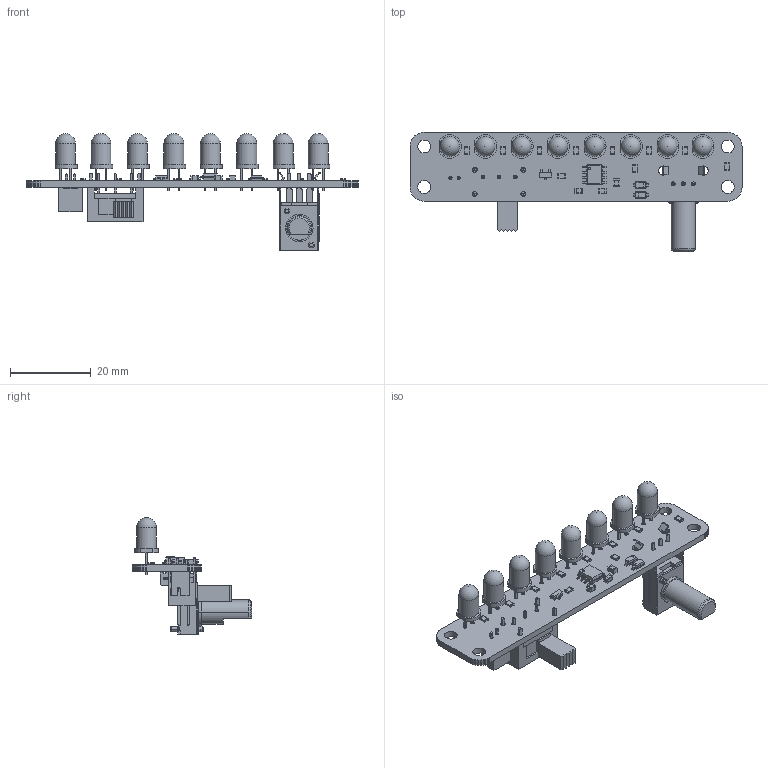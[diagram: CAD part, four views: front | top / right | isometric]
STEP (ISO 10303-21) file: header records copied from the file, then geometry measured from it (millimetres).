
FILE_DESCRIPTION(('KiCad electronic assembly'),'2;1');
FILE_NAME('viewer_rev2.step','2024-02-26T20:30:54',('Pcbnew'),('Kicad'), 'Open CASCADE STEP processor 7.7','KiCad to STEP converter','Unknown' );
FILE_SCHEMA(('AUTOMOTIVE_DESIGN { 1 0 10303 214 1 1 1 1 }'));
Length unit declared in the file: millimetre
Products named in the file (20): viewer_rev2 1; LED_D5.0mm; R_0805_2012Metric; C_0805_2012Metric; D_SOD-123; D_SOD_123; SOIC-8_3.9x4.9mm_P1.27mm; SOIC_8_39x49mm_P127mm; SOT-23; SOT_23; ptv09a-2x20f-xxxx; PTV09A-2X20F-XXXX; SW_E-Switch_EG1224_SPDT_Angled; JST_PH_B2B-PH-K_1x02_P2.00mm_Vertical; JST_B2B_PH_K; viewer_rev2 PCB
Assembly tree (38 placements, depth 3):
  viewer_rev2 1
    LED_D5.0mm  x8
      LED_D5.0mm
    R_0805_2012Metric  x10
      R_0805_2012Metric
    C_0805_2012Metric  x3
      C_0805_2012Metric
    D_SOD-123  x2
      D_SOD_123
    SOIC-8_3.9x4.9mm_P1.27mm
      SOIC_8_39x49mm_P127mm
    SOT-23
      SOT_23
    ptv09a-2x20f-xxxx
      PTV09A-2X20F-XXXX
    SW_E-Switch_EG1224_SPDT_Angled
      SW_E-Switch_EG1224_SPDT_Angled
    JST_PH_B2B-PH-K_1x02_P2.00mm_Vertical
      JST_B2B_PH_K
    viewer_rev2 PCB
Bounding box: 82 x 29.45 x 28.8 mm (x, y, z)
Volume: 5083.5 mm3; surface area: 7378.7 mm2
Topology: 30 solids, 32 shells, 1397 faces, 3622 edges, 2339 vertices
Faces by surface type: plane 915, cylinder 345, bspline 111, torus 17, sphere 8, cone 1
Full cylindrical faces by diameter (mm): 0.6 x1, 0.75 x2, 0.9 x19, 1 x3, 1.2 x4, 2.3 x2, 3.2 x4, 4.9 x8
Entity records: 66612 total; most frequent: CARTESIAN_POINT 13091, DIRECTION 9069, LINE 6115, VECTOR 6115, ORIENTED_EDGE 4928, PCURVE 4928, DEFINITIONAL_REPRESENTATION 4928, EDGE_CURVE 2464
